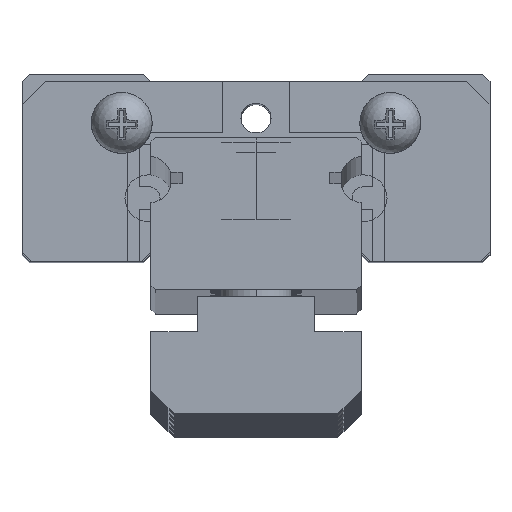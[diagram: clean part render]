
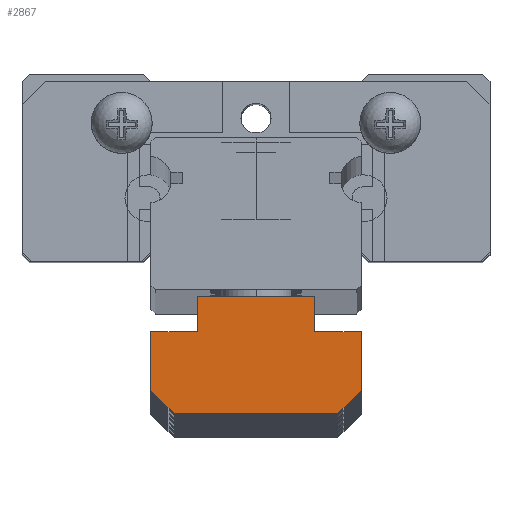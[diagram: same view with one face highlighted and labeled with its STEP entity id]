
A CAD part, top view. The second image highlights one B-rep face of the part: STEP entity #2867.
In plain terms, the highlighted planar face has unit normal (0, 0, 1).
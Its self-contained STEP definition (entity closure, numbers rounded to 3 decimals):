
#46 = VECTOR ( 'NONE', #19316, 1000. ) ;
#141 = VERTEX_POINT ( 'NONE', #11983 ) ;
#299 = DIRECTION ( 'NONE',  ( -1., 0., 0. ) ) ;
#347 = EDGE_CURVE ( 'NONE', #4193, #4027, #1395, .T. ) ;
#661 = ORIENTED_EDGE ( 'NONE', *, *, #17342, .T. ) ;
#776 = CARTESIAN_POINT ( 'NONE',  ( 4.5, 3.5, 10. ) ) ;
#863 = CARTESIAN_POINT ( 'NONE',  ( -3.5, 0., 10. ) ) ;
#981 = LINE ( 'NONE', #776, #16195 ) ;
#1235 = CARTESIAN_POINT ( 'NONE',  ( -2.5, 5., 10. ) ) ;
#1351 = ORIENTED_EDGE ( 'NONE', *, *, #14730, .T. ) ;
#1395 = LINE ( 'NONE', #9024, #15322 ) ;
#1436 = CARTESIAN_POINT ( 'NONE',  ( -2.5, 3.5, 10. ) ) ;
#1524 = DIRECTION ( 'NONE',  ( 0., 0., 1. ) ) ;
#1576 = VECTOR ( 'NONE', #12233, 1000. ) ;
#1632 = CARTESIAN_POINT ( 'NONE',  ( 0., 0., 10. ) ) ;
#2051 = VECTOR ( 'NONE', #299, 1000. ) ;
#2332 = LINE ( 'NONE', #6514, #8687 ) ;
#2867 = ADVANCED_FACE ( 'NONE', ( #18676 ), #16950, .T. ) ;
#3276 = ORIENTED_EDGE ( 'NONE', *, *, #12996, .T. ) ;
#3852 = DIRECTION ( 'NONE',  ( -1., 0., 0. ) ) ;
#4027 = VERTEX_POINT ( 'NONE', #4561 ) ;
#4193 = VERTEX_POINT ( 'NONE', #1235 ) ;
#4354 = DIRECTION ( 'NONE',  ( 0., -1., 0. ) ) ;
#4561 = CARTESIAN_POINT ( 'NONE',  ( -2.5, 3.5, 10. ) ) ;
#4587 = ORIENTED_EDGE ( 'NONE', *, *, #7595, .T. ) ;
#4881 = DIRECTION ( 'NONE',  ( 0.707, -0.707, 0. ) ) ;
#4906 = EDGE_CURVE ( 'NONE', #18677, #4193, #2332, .T. ) ;
#5076 = LINE ( 'NONE', #11101, #6522 ) ;
#5083 = CARTESIAN_POINT ( 'NONE',  ( 2.5, 3.5, 10. ) ) ;
#5130 = LINE ( 'NONE', #11342, #46 ) ;
#5156 = LINE ( 'NONE', #9350, #19197 ) ;
#6514 = CARTESIAN_POINT ( 'NONE',  ( 2.5, 5., 10. ) ) ;
#6522 = VECTOR ( 'NONE', #4881, 1000. ) ;
#7595 = EDGE_CURVE ( 'NONE', #18690, #141, #11185, .T. ) ;
#7633 = DIRECTION ( 'NONE',  ( 1., 0., 0. ) ) ;
#7656 = EDGE_CURVE ( 'NONE', #10123, #18677, #5156, .T. ) ;
#7805 = VERTEX_POINT ( 'NONE', #863 ) ;
#7852 = CARTESIAN_POINT ( 'NONE',  ( -4.5, 3.5, 10. ) ) ;
#8687 = VECTOR ( 'NONE', #3852, 1000. ) ;
#9024 = CARTESIAN_POINT ( 'NONE',  ( -2.5, 5., 10. ) ) ;
#9315 = ORIENTED_EDGE ( 'NONE', *, *, #9984, .T. ) ;
#9327 = CARTESIAN_POINT ( 'NONE',  ( -3.5, 0., 10. ) ) ;
#9350 = CARTESIAN_POINT ( 'NONE',  ( 2.5, 3.5, 10. ) ) ;
#9373 = CARTESIAN_POINT ( 'NONE',  ( 2.5, 5., 10. ) ) ;
#9457 = CARTESIAN_POINT ( 'NONE',  ( -4.5, 3.5, 10. ) ) ;
#9984 = EDGE_CURVE ( 'NONE', #4027, #18690, #14289, .T. ) ;
#10123 = VERTEX_POINT ( 'NONE', #5083 ) ;
#10680 = VERTEX_POINT ( 'NONE', #15368 ) ;
#10810 = LINE ( 'NONE', #17061, #1576 ) ;
#10873 = EDGE_LOOP ( 'NONE', ( #1351, #3276, #661, #15848, #16646, #12799, #13661, #13689, #9315, #4587 ) ) ;
#11101 = CARTESIAN_POINT ( 'NONE',  ( -4.5, 1., 10. ) ) ;
#11185 = LINE ( 'NONE', #9457, #14963 ) ;
#11342 = CARTESIAN_POINT ( 'NONE',  ( 4.5, 1., 10. ) ) ;
#11370 = DIRECTION ( 'NONE',  ( 0., 1., 0. ) ) ;
#11905 = EDGE_CURVE ( 'NONE', #20010, #10123, #981, .T. ) ;
#11983 = CARTESIAN_POINT ( 'NONE',  ( -4.5, 1., 10. ) ) ;
#12233 = DIRECTION ( 'NONE',  ( 0.707, 0.707, 0. ) ) ;
#12284 = LINE ( 'NONE', #9327, #13248 ) ;
#12799 = ORIENTED_EDGE ( 'NONE', *, *, #7656, .T. ) ;
#12996 = EDGE_CURVE ( 'NONE', #7805, #15564, #12284, .T. ) ;
#13183 = CARTESIAN_POINT ( 'NONE',  ( 3.5, 0., 10. ) ) ;
#13248 = VECTOR ( 'NONE', #18729, 1000. ) ;
#13661 = ORIENTED_EDGE ( 'NONE', *, *, #4906, .T. ) ;
#13689 = ORIENTED_EDGE ( 'NONE', *, *, #347, .T. ) ;
#14289 = LINE ( 'NONE', #1436, #2051 ) ;
#14730 = EDGE_CURVE ( 'NONE', #141, #7805, #5076, .T. ) ;
#14963 = VECTOR ( 'NONE', #18841, 1000. ) ;
#15322 = VECTOR ( 'NONE', #4354, 1000. ) ;
#15368 = CARTESIAN_POINT ( 'NONE',  ( 4.5, 1., 10. ) ) ;
#15525 = EDGE_CURVE ( 'NONE', #10680, #20010, #5130, .T. ) ;
#15564 = VERTEX_POINT ( 'NONE', #13183 ) ;
#15848 = ORIENTED_EDGE ( 'NONE', *, *, #15525, .T. ) ;
#16195 = VECTOR ( 'NONE', #19347, 1000. ) ;
#16646 = ORIENTED_EDGE ( 'NONE', *, *, #11905, .T. ) ;
#16777 = AXIS2_PLACEMENT_3D ( 'NONE', #1632, #1524, #7633 ) ;
#16820 = CARTESIAN_POINT ( 'NONE',  ( 4.5, 3.5, 10. ) ) ;
#16950 = PLANE ( 'NONE',  #16777 ) ;
#17061 = CARTESIAN_POINT ( 'NONE',  ( 3.5, 0., 10. ) ) ;
#17342 = EDGE_CURVE ( 'NONE', #15564, #10680, #10810, .T. ) ;
#18676 = FACE_OUTER_BOUND ( 'NONE', #10873, .T. ) ;
#18677 = VERTEX_POINT ( 'NONE', #9373 ) ;
#18690 = VERTEX_POINT ( 'NONE', #7852 ) ;
#18729 = DIRECTION ( 'NONE',  ( 1., 0., 0. ) ) ;
#18841 = DIRECTION ( 'NONE',  ( 0., -1., 0. ) ) ;
#19197 = VECTOR ( 'NONE', #11370, 1000. ) ;
#19316 = DIRECTION ( 'NONE',  ( 0., 1., 0. ) ) ;
#19347 = DIRECTION ( 'NONE',  ( -1., 0., 0. ) ) ;
#20010 = VERTEX_POINT ( 'NONE', #16820 ) ;
